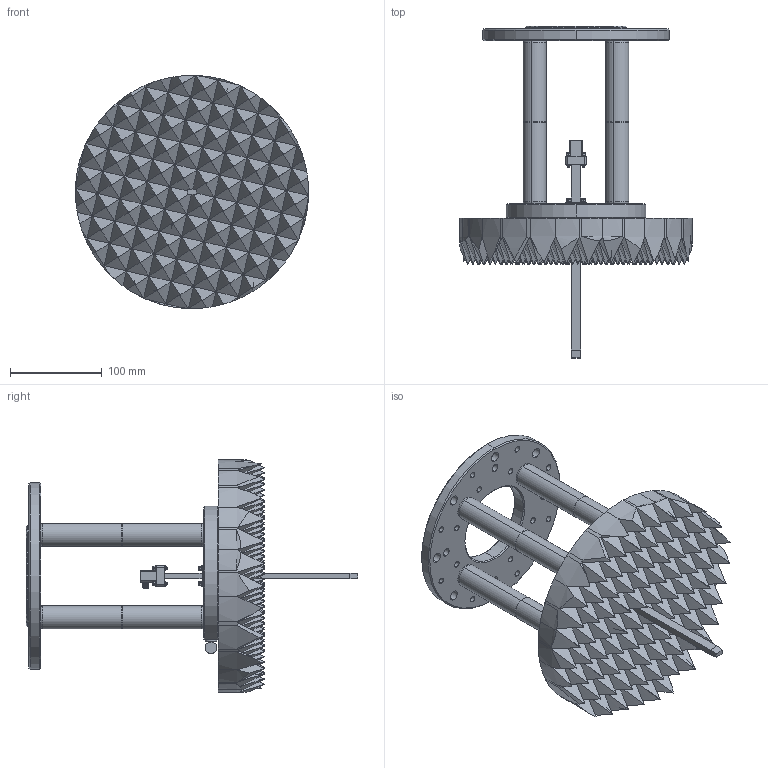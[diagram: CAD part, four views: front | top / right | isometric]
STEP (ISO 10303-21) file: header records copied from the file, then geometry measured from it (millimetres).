
FILE_DESCRIPTION (( 'STEP AP214' ), '1' );
FILE_NAME ('TY-MAA-AP-3C-R, Defeatured.STEP', '2024-07-01T22:57:37', ( '' ), ( '' ), 'SwSTEP 2.0', 'SolidWorks 2021', '' );
FILE_SCHEMA (( 'AUTOMOTIVE_DESIGN' ));
Length unit declared in the file: inch
Products named in the file (1): TY-MAA-AP-3C-R, Defeatured
Bounding box: 253.91 x 361.77 x 253.91 mm (x, y, z)
Volume: 2492192.8 mm3; surface area: 539692.4 mm2
Topology: 100 solids, 108 shells, 1916 faces, 4301 edges, 2643 vertices
Faces by surface type: plane 794, cylinder 455, bspline 406, cone 261
Entity records: 99772 total; most frequent: CARTESIAN_POINT 34015, ORIENTED_EDGE 8594, DIRECTION 7227, EDGE_CURVE 4297, VERTEX_POINT 2643, AXIS2_PLACEMENT_3D 2428, LINE 2371, VECTOR 2371
